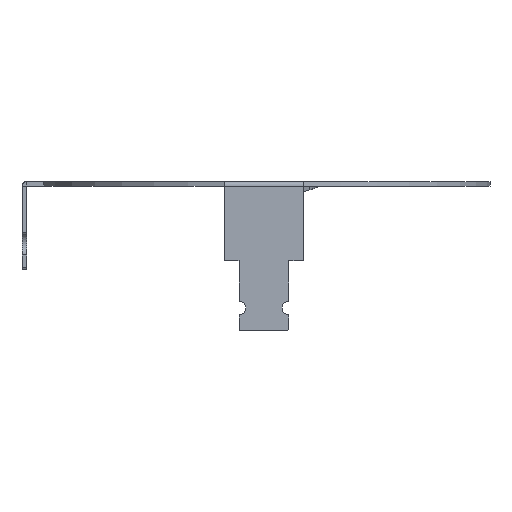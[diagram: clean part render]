
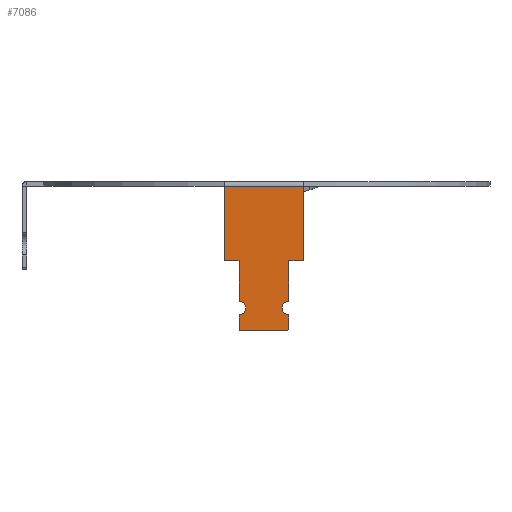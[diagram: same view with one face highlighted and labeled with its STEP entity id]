
A CAD part, left-side view. The second image highlights one B-rep face of the part: STEP entity #7086.
In plain terms, the highlighted planar face has unit normal (-1, 0, 0).
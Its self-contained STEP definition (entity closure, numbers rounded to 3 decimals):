
#1 = VECTOR ( 'NONE', #5325, 1000. ) ;
#235 = CARTESIAN_POINT ( 'NONE',  ( -10.4, -1.1, -5.4 ) ) ;
#284 = DIRECTION ( 'NONE',  ( 0., -1., 0. ) ) ;
#421 = CARTESIAN_POINT ( 'NONE',  ( -10.4, 0., 0. ) ) ;
#471 = CIRCLE ( 'NONE', #7461, 0.1 ) ;
#764 = AXIS2_PLACEMENT_3D ( 'NONE', #3154, #5479, #5257 ) ;
#968 = DIRECTION ( 'NONE',  ( 0., 0., 1. ) ) ;
#1225 = ORIENTED_EDGE ( 'NONE', *, *, #6081, .T. ) ;
#1627 = DIRECTION ( 'NONE',  ( 0., 0., -1. ) ) ;
#1789 = LINE ( 'NONE', #11320, #2934 ) ;
#1795 = ORIENTED_EDGE ( 'NONE', *, *, #13388, .T. ) ;
#1800 = CARTESIAN_POINT ( 'NONE',  ( -10.4, 1.75, -3.3 ) ) ;
#1847 = CARTESIAN_POINT ( 'NONE',  ( -10.4, 1., -6.3 ) ) ;
#1933 = EDGE_CURVE ( 'NONE', #7930, #1980, #11590, .T. ) ;
#1964 = VECTOR ( 'NONE', #6907, 1000. ) ;
#1976 = VERTEX_POINT ( 'NONE', #6784 ) ;
#1980 = VERTEX_POINT ( 'NONE', #8996 ) ;
#2036 = EDGE_CURVE ( 'NONE', #9906, #4681, #10439, .T. ) ;
#2071 = CARTESIAN_POINT ( 'NONE',  ( -10.4, -1.75, 0. ) ) ;
#2386 = CARTESIAN_POINT ( 'NONE',  ( -10.4, 1.1, -3.3 ) ) ;
#2457 = CIRCLE ( 'NONE', #764, 0.3 ) ;
#2580 = EDGE_CURVE ( 'NONE', #5604, #9414, #12067, .T. ) ;
#2804 = CARTESIAN_POINT ( 'NONE',  ( -10.4, 1.75, -3.3 ) ) ;
#2903 = DIRECTION ( 'NONE',  ( -1., 0., 0. ) ) ;
#2934 = VECTOR ( 'NONE', #968, 1000. ) ;
#3041 = LINE ( 'NONE', #3117, #3983 ) ;
#3117 = CARTESIAN_POINT ( 'NONE',  ( -10.4, -1.75, -3.3 ) ) ;
#3154 = CARTESIAN_POINT ( 'NONE',  ( -10.4, 1.1, -5.4 ) ) ;
#3304 = LINE ( 'NONE', #4588, #8364 ) ;
#3305 = CARTESIAN_POINT ( 'NONE',  ( -10.4, -1.1, -5.7 ) ) ;
#3338 = CARTESIAN_POINT ( 'NONE',  ( -10.4, 1., -6.4 ) ) ;
#3415 = VECTOR ( 'NONE', #11569, 1000. ) ;
#3467 = DIRECTION ( 'NONE',  ( 1., 0., 0. ) ) ;
#3468 = CARTESIAN_POINT ( 'NONE',  ( -10.4, -1.1, -3.3 ) ) ;
#3782 = EDGE_CURVE ( 'NONE', #12636, #5604, #14639, .T. ) ;
#3885 = FACE_OUTER_BOUND ( 'NONE', #4551, .T. ) ;
#3897 = VECTOR ( 'NONE', #12191, 1000. ) ;
#3983 = VECTOR ( 'NONE', #12115, 1000. ) ;
#4070 = CARTESIAN_POINT ( 'NONE',  ( -10.4, -1.75, 0. ) ) ;
#4202 = AXIS2_PLACEMENT_3D ( 'NONE', #235, #3467, #11711 ) ;
#4247 = CARTESIAN_POINT ( 'NONE',  ( -10.4, 1.75, 0. ) ) ;
#4502 = EDGE_CURVE ( 'NONE', #5824, #1976, #12328, .T. ) ;
#4551 = EDGE_LOOP ( 'NONE', ( #9807, #12925, #1225, #13036, #1795, #7943, #4857, #5729, #11429, #13455, #11274, #4987, #12602, #14708 ) ) ;
#4588 = CARTESIAN_POINT ( 'NONE',  ( -10.4, 1.1, -6.4 ) ) ;
#4681 = VERTEX_POINT ( 'NONE', #9521 ) ;
#4857 = ORIENTED_EDGE ( 'NONE', *, *, #2580, .T. ) ;
#4987 = ORIENTED_EDGE ( 'NONE', *, *, #11367, .T. ) ;
#5257 = DIRECTION ( 'NONE',  ( 0., 0., 1. ) ) ;
#5289 = VERTEX_POINT ( 'NONE', #12756 ) ;
#5325 = DIRECTION ( 'NONE',  ( 0., 0., -1. ) ) ;
#5414 = CARTESIAN_POINT ( 'NONE',  ( -10.4, 1.1, -5.7 ) ) ;
#5479 = DIRECTION ( 'NONE',  ( 1., 0., 0. ) ) ;
#5502 = VECTOR ( 'NONE', #284, 1000. ) ;
#5504 = VERTEX_POINT ( 'NONE', #5614 ) ;
#5604 = VERTEX_POINT ( 'NONE', #4247 ) ;
#5611 = AXIS2_PLACEMENT_3D ( 'NONE', #421, #11688, #1627 ) ;
#5614 = CARTESIAN_POINT ( 'NONE',  ( -10.4, -1., -6.4 ) ) ;
#5634 = DIRECTION ( 'NONE',  ( 0., -1., 0. ) ) ;
#5709 = DIRECTION ( 'NONE',  ( 0., 0., -1. ) ) ;
#5714 = EDGE_CURVE ( 'NONE', #5289, #7930, #2457, .T. ) ;
#5729 = ORIENTED_EDGE ( 'NONE', *, *, #9310, .T. ) ;
#5824 = VERTEX_POINT ( 'NONE', #3305 ) ;
#5956 = DIRECTION ( 'NONE',  ( 0., 0., -1. ) ) ;
#6081 = EDGE_CURVE ( 'NONE', #1976, #9906, #1789, .T. ) ;
#6141 = PLANE ( 'NONE',  #5611 ) ;
#6151 = CARTESIAN_POINT ( 'NONE',  ( -10.4, -1.1, -6.3 ) ) ;
#6784 = CARTESIAN_POINT ( 'NONE',  ( -10.4, -1.1, -5.1 ) ) ;
#6860 = LINE ( 'NONE', #9202, #7119 ) ;
#6907 = DIRECTION ( 'NONE',  ( 0., 1., 0. ) ) ;
#6946 = CARTESIAN_POINT ( 'NONE',  ( -10.4, -1.1, -6.4 ) ) ;
#6972 = CIRCLE ( 'NONE', #7452, 0.1 ) ;
#7086 = ADVANCED_FACE ( 'NONE', ( #3885 ), #6141, .F. ) ;
#7119 = VECTOR ( 'NONE', #5709, 1000. ) ;
#7153 = CARTESIAN_POINT ( 'NONE',  ( -10.4, -1.75, -3.3 ) ) ;
#7183 = CARTESIAN_POINT ( 'NONE',  ( -10.4, -1., -6.3 ) ) ;
#7452 = AXIS2_PLACEMENT_3D ( 'NONE', #7183, #9510, #12923 ) ;
#7461 = AXIS2_PLACEMENT_3D ( 'NONE', #1847, #2903, #10790 ) ;
#7930 = VERTEX_POINT ( 'NONE', #5414 ) ;
#7943 = ORIENTED_EDGE ( 'NONE', *, *, #3782, .T. ) ;
#8000 = EDGE_CURVE ( 'NONE', #8358, #5289, #6860, .T. ) ;
#8358 = VERTEX_POINT ( 'NONE', #2386 ) ;
#8364 = VECTOR ( 'NONE', #5634, 1000. ) ;
#8996 = CARTESIAN_POINT ( 'NONE',  ( -10.4, 1.1, -6.3 ) ) ;
#9035 = LINE ( 'NONE', #2071, #3897 ) ;
#9202 = CARTESIAN_POINT ( 'NONE',  ( -10.4, 1.1, -3.3 ) ) ;
#9310 = EDGE_CURVE ( 'NONE', #9414, #8358, #3041, .T. ) ;
#9414 = VERTEX_POINT ( 'NONE', #2804 ) ;
#9510 = DIRECTION ( 'NONE',  ( -1., 0., 0. ) ) ;
#9521 = CARTESIAN_POINT ( 'NONE',  ( -10.4, -1.75, -3.3 ) ) ;
#9807 = ORIENTED_EDGE ( 'NONE', *, *, #13625, .T. ) ;
#9906 = VERTEX_POINT ( 'NONE', #3468 ) ;
#10114 = EDGE_CURVE ( 'NONE', #14429, #5504, #3304, .T. ) ;
#10439 = LINE ( 'NONE', #7153, #5502 ) ;
#10790 = DIRECTION ( 'NONE',  ( 0., 0., -1. ) ) ;
#11218 = EDGE_CURVE ( 'NONE', #5504, #13315, #6972, .T. ) ;
#11274 = ORIENTED_EDGE ( 'NONE', *, *, #1933, .T. ) ;
#11278 = LINE ( 'NONE', #6946, #3415 ) ;
#11320 = CARTESIAN_POINT ( 'NONE',  ( -10.4, -1.1, -6.4 ) ) ;
#11367 = EDGE_CURVE ( 'NONE', #1980, #14429, #471, .T. ) ;
#11429 = ORIENTED_EDGE ( 'NONE', *, *, #8000, .T. ) ;
#11569 = DIRECTION ( 'NONE',  ( 0., 0., 1. ) ) ;
#11590 = LINE ( 'NONE', #11664, #11708 ) ;
#11664 = CARTESIAN_POINT ( 'NONE',  ( -10.4, 1.1, -3.3 ) ) ;
#11688 = DIRECTION ( 'NONE',  ( 1., 0., 0. ) ) ;
#11708 = VECTOR ( 'NONE', #5956, 1000. ) ;
#11711 = DIRECTION ( 'NONE',  ( 0., 0., -1. ) ) ;
#12067 = LINE ( 'NONE', #1800, #1 ) ;
#12115 = DIRECTION ( 'NONE',  ( 0., -1., 0. ) ) ;
#12191 = DIRECTION ( 'NONE',  ( 0., 0., 1. ) ) ;
#12328 = CIRCLE ( 'NONE', #4202, 0.3 ) ;
#12602 = ORIENTED_EDGE ( 'NONE', *, *, #10114, .T. ) ;
#12636 = VERTEX_POINT ( 'NONE', #4070 ) ;
#12756 = CARTESIAN_POINT ( 'NONE',  ( -10.4, 1.1, -5.1 ) ) ;
#12923 = DIRECTION ( 'NONE',  ( 0., 0., -1. ) ) ;
#12925 = ORIENTED_EDGE ( 'NONE', *, *, #4502, .T. ) ;
#13036 = ORIENTED_EDGE ( 'NONE', *, *, #2036, .T. ) ;
#13315 = VERTEX_POINT ( 'NONE', #6151 ) ;
#13388 = EDGE_CURVE ( 'NONE', #4681, #12636, #9035, .T. ) ;
#13455 = ORIENTED_EDGE ( 'NONE', *, *, #5714, .T. ) ;
#13625 = EDGE_CURVE ( 'NONE', #13315, #5824, #11278, .T. ) ;
#14429 = VERTEX_POINT ( 'NONE', #3338 ) ;
#14639 = LINE ( 'NONE', #14779, #1964 ) ;
#14708 = ORIENTED_EDGE ( 'NONE', *, *, #11218, .T. ) ;
#14779 = CARTESIAN_POINT ( 'NONE',  ( -10.4, -1.75, 0. ) ) ;
